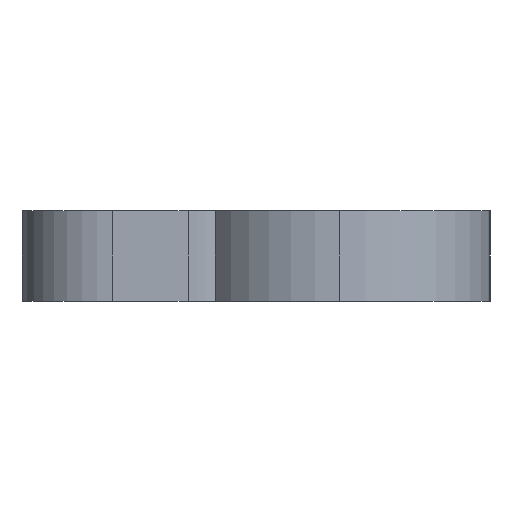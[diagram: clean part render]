
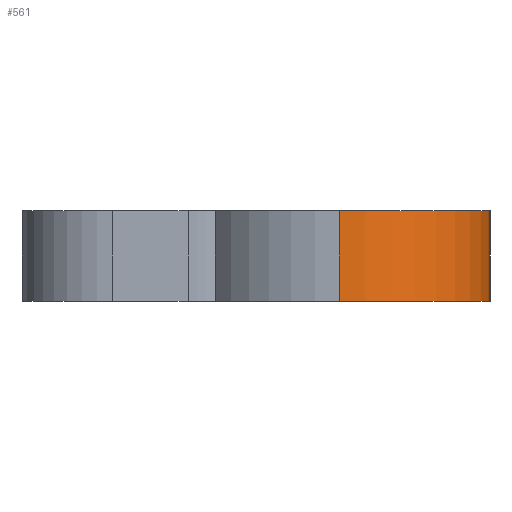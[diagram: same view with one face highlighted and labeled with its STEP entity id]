
A CAD part, left-side view. The second image highlights one B-rep face of the part: STEP entity #561.
In plain terms, the highlighted cylindrical face has radius 10 mm (diameter 20 mm), a partial arc.
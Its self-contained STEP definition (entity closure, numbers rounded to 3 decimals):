
#21 = VERTEX_POINT ( 'NONE', #828 ) ;
#24 = AXIS2_PLACEMENT_3D ( 'NONE', #255, #52, #742 ) ;
#52 = DIRECTION ( 'NONE',  ( 0., 0., 1. ) ) ;
#62 = VERTEX_POINT ( 'NONE', #297 ) ;
#119 = CARTESIAN_POINT ( 'NONE',  ( 0., -10., 6. ) ) ;
#168 = CARTESIAN_POINT ( 'NONE',  ( 0., 0., 6. ) ) ;
#172 = DIRECTION ( 'NONE',  ( 0., 0., -1. ) ) ;
#189 = VERTEX_POINT ( 'NONE', #588 ) ;
#190 = DIRECTION ( 'NONE',  ( 0., 0., -1. ) ) ;
#212 = EDGE_CURVE ( 'NONE', #189, #62, #522, .T. ) ;
#239 = CARTESIAN_POINT ( 'NONE',  ( 0., 0., 6. ) ) ;
#251 = ORIENTED_EDGE ( 'NONE', *, *, #508, .F. ) ;
#255 = CARTESIAN_POINT ( 'NONE',  ( 0., 0., 0. ) ) ;
#257 = ORIENTED_EDGE ( 'NONE', *, *, #212, .T. ) ;
#297 = CARTESIAN_POINT ( 'NONE',  ( 0., -10., 0. ) ) ;
#323 = EDGE_CURVE ( 'NONE', #21, #189, #339, .T. ) ;
#339 = LINE ( 'NONE', #610, #626 ) ;
#354 = LINE ( 'NONE', #764, #398 ) ;
#367 = DIRECTION ( 'NONE',  ( -1., 0., 0. ) ) ;
#381 = DIRECTION ( 'NONE',  ( 0., 0., 1. ) ) ;
#398 = VECTOR ( 'NONE', #761, 1000. ) ;
#427 = ORIENTED_EDGE ( 'NONE', *, *, #651, .F. ) ;
#474 = EDGE_LOOP ( 'NONE', ( #427, #867, #257, #251 ) ) ;
#508 = EDGE_CURVE ( 'NONE', #762, #62, #354, .T. ) ;
#522 = CIRCLE ( 'NONE', #24, 10. ) ;
#561 = ADVANCED_FACE ( 'NONE', ( #609 ), #656, .T. ) ;
#566 = CIRCLE ( 'NONE', #750, 10. ) ;
#588 = CARTESIAN_POINT ( 'NONE',  ( -10., 0., 0. ) ) ;
#609 = FACE_OUTER_BOUND ( 'NONE', #474, .T. ) ;
#610 = CARTESIAN_POINT ( 'NONE',  ( -10., 0., 6. ) ) ;
#626 = VECTOR ( 'NONE', #190, 1000. ) ;
#651 = EDGE_CURVE ( 'NONE', #21, #762, #566, .T. ) ;
#656 = CYLINDRICAL_SURFACE ( 'NONE', #668, 10. ) ;
#663 = DIRECTION ( 'NONE',  ( 1., 0., 0. ) ) ;
#668 = AXIS2_PLACEMENT_3D ( 'NONE', #168, #172, #367 ) ;
#742 = DIRECTION ( 'NONE',  ( 1., 0., 0. ) ) ;
#750 = AXIS2_PLACEMENT_3D ( 'NONE', #239, #381, #663 ) ;
#761 = DIRECTION ( 'NONE',  ( 0., 0., -1. ) ) ;
#762 = VERTEX_POINT ( 'NONE', #119 ) ;
#764 = CARTESIAN_POINT ( 'NONE',  ( 0., -10., 6. ) ) ;
#828 = CARTESIAN_POINT ( 'NONE',  ( -10., 0., 6. ) ) ;
#867 = ORIENTED_EDGE ( 'NONE', *, *, #323, .T. ) ;
